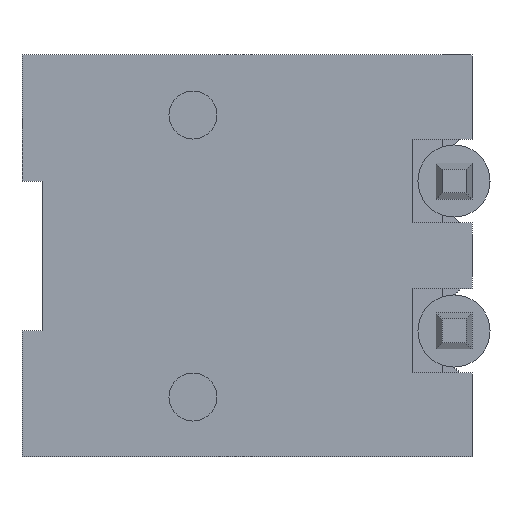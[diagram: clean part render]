
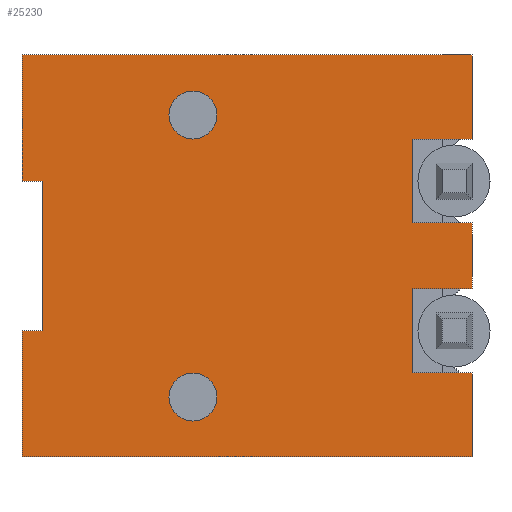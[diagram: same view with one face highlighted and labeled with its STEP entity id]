
A CAD part, front view. The second image highlights one B-rep face of the part: STEP entity #25230.
In plain terms, the highlighted planar face has unit normal (0, -1, 0).
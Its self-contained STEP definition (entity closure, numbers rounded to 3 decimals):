
#120=CARTESIAN_POINT('',(4.461,-17.222,4.75));
#130=VERTEX_POINT('',#120);
#280=CARTESIAN_POINT('',(3.461,-17.222,4.75));
#290=VERTEX_POINT('',#280);
#320=CARTESIAN_POINT('',(-3.039,-17.222,4.75));
#330=DIRECTION('',(1.,0.,0.));
#340=VECTOR('',#330,1.);
#350=LINE('',#320,#340);
#360=EDGE_CURVE('',#290,#130,#350,.T.);
#1000=CARTESIAN_POINT('',(4.461,-17.222,0.466));
#1010=DIRECTION('',(0.,0.,-1.));
#1020=VECTOR('',#1010,1.);
#1030=LINE('',#1000,#1020);
#1040=CARTESIAN_POINT('',(4.461,-17.222,6.15));
#1050=VERTEX_POINT('',#1040);
#1060=EDGE_CURVE('',#1050,#130,#1030,.T.);
#5260=CARTESIAN_POINT('',(3.461,-17.222,0.85));
#5270=VERTEX_POINT('',#5260);
#5300=CARTESIAN_POINT('',(3.461,-17.222,0.466));
#5310=DIRECTION('',(0.,0.,1.));
#5320=VECTOR('',#5310,1.);
#5330=LINE('',#5300,#5320);
#5340=CARTESIAN_POINT('',(3.461,-17.222,2.25));
#5350=VERTEX_POINT('',#5340);
#5360=EDGE_CURVE('',#5270,#5350,#5330,.T.);
#5580=CARTESIAN_POINT('',(3.461,-17.222,3.35));
#5590=VERTEX_POINT('',#5580);
#5620=CARTESIAN_POINT('',(3.461,-17.222,0.466));
#5630=DIRECTION('',(0.,0.,1.));
#5640=VECTOR('',#5630,1.);
#5650=LINE('',#5620,#5640);
#5660=EDGE_CURVE('',#5590,#290,#5650,.T.);
#10960=CARTESIAN_POINT('',(-3.039,-17.222,6.15));
#10970=VERTEX_POINT('',#10960);
#11210=CARTESIAN_POINT('',(-3.039,-17.222,6.15));
#11220=DIRECTION('',(1.,0.,0.));
#11230=VECTOR('',#11220,1.);
#11240=LINE('',#11210,#11230);
#11250=EDGE_CURVE('',#10970,#1050,#11240,.T.);
#13300=CARTESIAN_POINT('',(-3.039,-17.222,-2.034));
#13310=DIRECTION('',(0.,0.,1.));
#13320=VECTOR('',#13310,1.);
#13330=LINE('',#13300,#13320);
#13340=CARTESIAN_POINT('',(-3.039,-17.222,4.05));
#13350=VERTEX_POINT('',#13340);
#13360=EDGE_CURVE('',#13350,#10970,#13330,.T.);
#24040=CARTESIAN_POINT('',(-1.148,-17.222,
-12.087));
#24050=DIRECTION('',(0.,-1.,0.));
#24060=DIRECTION('',(1.,0.,0.));
#24070=AXIS2_PLACEMENT_3D('',#24040,#24050,#24060);
#24080=PLANE('',#24070);
#24090=ORIENTED_EDGE('',*,*,#13360,.F.);
#24100=ORIENTED_EDGE('',*,*,#11250,.F.);
#24110=ORIENTED_EDGE('',*,*,#1060,.F.);
#24120=ORIENTED_EDGE('',*,*,#360,.T.);
#24130=ORIENTED_EDGE('',*,*,#5660,.T.);
#24140=CARTESIAN_POINT('',(-3.039,-17.222,3.35));
#24150=DIRECTION('',(-1.,0.,0.));
#24160=VECTOR('',#24150,1.);
#24170=LINE('',#24140,#24160);
#24180=CARTESIAN_POINT('',(4.461,-17.222,3.35));
#24190=VERTEX_POINT('',#24180);
#24200=EDGE_CURVE('',#24190,#5590,#24170,.T.);
#24210=ORIENTED_EDGE('',*,*,#24200,.T.);
#24220=CARTESIAN_POINT('',(4.461,-17.222,0.466));
#24230=DIRECTION('',(0.,0.,-1.));
#24240=VECTOR('',#24230,1.);
#24250=LINE('',#24220,#24240);
#24260=CARTESIAN_POINT('',(4.461,-17.222,2.25));
#24270=VERTEX_POINT('',#24260);
#24280=EDGE_CURVE('',#24190,#24270,#24250,.T.);
#24290=ORIENTED_EDGE('',*,*,#24280,.F.);
#24300=CARTESIAN_POINT('',(-3.039,-17.222,2.25));
#24310=DIRECTION('',(1.,0.,0.));
#24320=VECTOR('',#24310,1.);
#24330=LINE('',#24300,#24320);
#24340=EDGE_CURVE('',#5350,#24270,#24330,.T.);
#24350=ORIENTED_EDGE('',*,*,#24340,.T.);
#24360=ORIENTED_EDGE('',*,*,#5360,.T.);
#24370=CARTESIAN_POINT('',(-3.039,-17.222,0.85));
#24380=DIRECTION('',(-1.,0.,0.));
#24390=VECTOR('',#24380,1.);
#24400=LINE('',#24370,#24390);
#24410=CARTESIAN_POINT('',(4.461,-17.222,0.85));
#24420=VERTEX_POINT('',#24410);
#24430=EDGE_CURVE('',#24420,#5270,#24400,.T.);
#24440=ORIENTED_EDGE('',*,*,#24430,.T.);
#24450=CARTESIAN_POINT('',(4.461,-17.222,0.466));
#24460=DIRECTION('',(0.,0.,-1.));
#24470=VECTOR('',#24460,1.);
#24480=LINE('',#24450,#24470);
#24490=CARTESIAN_POINT('',(4.461,-17.222,-0.55));
#24500=VERTEX_POINT('',#24490);
#24510=EDGE_CURVE('',#24420,#24500,#24480,.T.);
#24520=ORIENTED_EDGE('',*,*,#24510,.F.);
#24530=CARTESIAN_POINT('',(-3.039,-17.222,-0.55));
#24540=DIRECTION('',(-1.,0.,0.));
#24550=VECTOR('',#24540,1.);
#24560=LINE('',#24530,#24550);
#24570=CARTESIAN_POINT('',(-3.039,-17.222,-0.55));
#24580=VERTEX_POINT('',#24570);
#24590=EDGE_CURVE('',#24500,#24580,#24560,.T.);
#24600=ORIENTED_EDGE('',*,*,#24590,.F.);
#24610=CARTESIAN_POINT('',(-3.039,-17.222,-2.034));
#24620=DIRECTION('',(0.,0.,1.));
#24630=VECTOR('',#24620,1.);
#24640=LINE('',#24610,#24630);
#24650=CARTESIAN_POINT('',(-3.039,-17.222,1.55));
#24660=VERTEX_POINT('',#24650);
#24670=EDGE_CURVE('',#24580,#24660,#24640,.T.);
#24680=ORIENTED_EDGE('',*,*,#24670,.F.);
#24690=CARTESIAN_POINT('',(-3.039,-17.222,1.55));
#24700=DIRECTION('',(1.,0.,0.));
#24710=VECTOR('',#24700,1.);
#24720=LINE('',#24690,#24710);
#24730=CARTESIAN_POINT('',(-2.689,-17.222,1.55));
#24740=VERTEX_POINT('',#24730);
#24750=EDGE_CURVE('',#24660,#24740,#24720,.T.);
#24760=ORIENTED_EDGE('',*,*,#24750,.F.);
#24770=CARTESIAN_POINT('',(-2.689,-17.222,0.466));
#24780=DIRECTION('',(0.,0.,-1.));
#24790=VECTOR('',#24780,1.);
#24800=LINE('',#24770,#24790);
#24810=CARTESIAN_POINT('',(-2.689,-17.222,4.05));
#24820=VERTEX_POINT('',#24810);
#24830=EDGE_CURVE('',#24820,#24740,#24800,.T.);
#24840=ORIENTED_EDGE('',*,*,#24830,.T.);
#24850=CARTESIAN_POINT('',(-3.039,-17.222,4.05));
#24860=DIRECTION('',(-1.,0.,0.));
#24870=VECTOR('',#24860,1.);
#24880=LINE('',#24850,#24870);
#24890=EDGE_CURVE('',#24820,#13350,#24880,.T.);
#24900=ORIENTED_EDGE('',*,*,#24890,.F.);
#24910=EDGE_LOOP('',(#24900,#24840,#24760,#24680,#24600,#24520,#24440,
#24360,#24350,#24290,#24210,#24130,#24120,#24110,#24100,#24090));
#24920=FACE_OUTER_BOUND('',#24910,.T.);
#24930=CARTESIAN_POINT('',(-0.189,-17.222,5.15));
#24940=DIRECTION('',(0.,-1.,0.));
#24950=DIRECTION('',(0.,0.,1.));
#24960=AXIS2_PLACEMENT_3D('',#24930,#24940,#24950);
#24970=CIRCLE('',#24960,0.4);
#24980=CARTESIAN_POINT('',(-0.189,-17.222,5.55));
#24990=VERTEX_POINT('',#24980);
#25000=CARTESIAN_POINT('',(-0.189,-17.222,4.75));
#25010=VERTEX_POINT('',#25000);
#25020=EDGE_CURVE('',#24990,#25010,#24970,.T.);
#25030=ORIENTED_EDGE('',*,*,#25020,.F.);
#25040=EDGE_CURVE('',#25010,#24990,#24970,.T.);
#25050=ORIENTED_EDGE('',*,*,#25040,.F.);
#25060=EDGE_LOOP('',(#25050,#25030));
#25070=FACE_BOUND('',#25060,.T.);
#25080=CARTESIAN_POINT('',(-0.189,-17.222,
0.45));
#25090=DIRECTION('',(0.,-1.,0.));
#25100=DIRECTION('',(0.,0.,1.));
#25110=AXIS2_PLACEMENT_3D('',#25080,#25090,#25100);
#25120=CIRCLE('',#25110,0.4);
#25130=CARTESIAN_POINT('',(-0.189,-17.222,
0.85));
#25140=VERTEX_POINT('',#25130);
#25150=CARTESIAN_POINT('',(-0.189,-17.222,
0.05));
#25160=VERTEX_POINT('',#25150);
#25170=EDGE_CURVE('',#25140,#25160,#25120,.T.);
#25180=ORIENTED_EDGE('',*,*,#25170,.F.);
#25190=EDGE_CURVE('',#25160,#25140,#25120,.T.);
#25200=ORIENTED_EDGE('',*,*,#25190,.F.);
#25210=EDGE_LOOP('',(#25200,#25180));
#25220=FACE_BOUND('',#25210,.T.);
#25230=ADVANCED_FACE('',(#24920,#25070,#25220),#24080,.T.);
